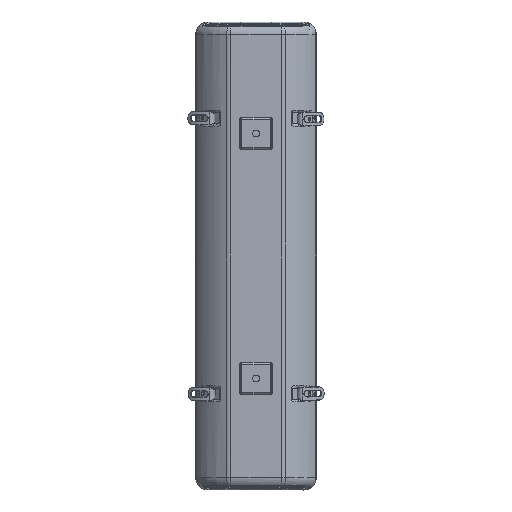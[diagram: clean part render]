
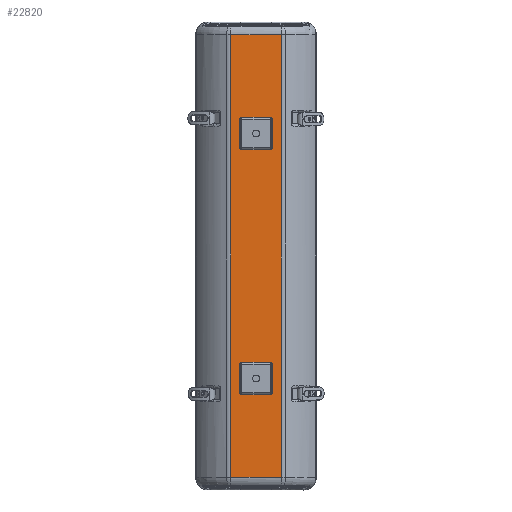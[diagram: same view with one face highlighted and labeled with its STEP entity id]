
A CAD part, front view. The second image highlights one B-rep face of the part: STEP entity #22820.
In plain terms, the highlighted face is planar.
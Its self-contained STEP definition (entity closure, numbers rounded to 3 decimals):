
#1088=DIRECTION('',(0.,0.,1.));
#1089=VECTOR('',#1088,28.43);
#1090=CARTESIAN_POINT('',(1.625,2.187,-23.659));
#1091=LINE('',#1090,#1089);
#1098=CARTESIAN_POINT('',(0.925,2.188,-0.644));
#1099=DIRECTION('',(0.,-1.,0.));
#1100=DIRECTION('',(1.,0.,0.));
#1101=AXIS2_PLACEMENT_3D('',#1098,#1099,#1100);
#1103=CARTESIAN_POINT('',(0.925,2.188,-2.495));
#1104=DIRECTION('',(0.,-1.,0.));
#1105=DIRECTION('',(0.,0.,-1.));
#1106=AXIS2_PLACEMENT_3D('',#1103,#1104,#1105);
#1108=CARTESIAN_POINT('',(-0.925,2.188,-2.495));
#1109=DIRECTION('',(0.,-1.,0.));
#1110=DIRECTION('',(-1.,0.,0.));
#1111=AXIS2_PLACEMENT_3D('',#1108,#1109,#1110);
#1113=CARTESIAN_POINT('',(-0.925,2.188,-0.644));
#1114=DIRECTION('',(0.,-1.,0.));
#1115=DIRECTION('',(0.,0.,1.));
#1116=AXIS2_PLACEMENT_3D('',#1113,#1114,#1115);
#1118=CARTESIAN_POINT('',(0.925,2.188,-16.392));
#1119=DIRECTION('',(0.,-1.,0.));
#1120=DIRECTION('',(1.,0.,0.));
#1121=AXIS2_PLACEMENT_3D('',#1118,#1119,#1120);
#1123=CARTESIAN_POINT('',(0.925,2.188,-18.243));
#1124=DIRECTION('',(0.,-1.,0.));
#1125=DIRECTION('',(0.,0.,-1.));
#1126=AXIS2_PLACEMENT_3D('',#1123,#1124,#1125);
#1128=CARTESIAN_POINT('',(-0.925,2.188,-18.243));
#1129=DIRECTION('',(0.,-1.,0.));
#1130=DIRECTION('',(-1.,0.,0.));
#1131=AXIS2_PLACEMENT_3D('',#1128,#1129,#1130);
#1133=CARTESIAN_POINT('',(-0.925,2.188,-16.392));
#1134=DIRECTION('',(0.,-1.,0.));
#1135=DIRECTION('',(0.,0.,1.));
#1136=AXIS2_PLACEMENT_3D('',#1133,#1134,#1135);
#1138=DIRECTION('',(0.,0.,-1.));
#1139=VECTOR('',#1138,28.43);
#1140=CARTESIAN_POINT('',(-1.625,2.187,4.771));
#1141=LINE('',#1140,#1139);
#2017=DIRECTION('',(-1.,0.,0.));
#2018=VECTOR('',#2017,3.25);
#2019=CARTESIAN_POINT('',(1.625,2.187,4.771));
#2020=LINE('',#2019,#2018);
#2027=CARTESIAN_POINT('',(1.625,2.187,4.771));
#2029=CARTESIAN_POINT('',(-1.625,2.187,4.771));
#2396=DIRECTION('',(1.,0.,0.));
#2397=VECTOR('',#2396,3.25);
#2398=CARTESIAN_POINT('',(-1.625,2.187,
-23.658));
#2399=LINE('',#2398,#2397);
#17522=DIRECTION('',(1.,0.,0.));
#17523=VECTOR('',#17522,1.85);
#17524=CARTESIAN_POINT('',(-0.925,2.188,-0.526));
#17525=LINE('',#17524,#17523);
#17556=DIRECTION('',(0.,0.,1.));
#17557=VECTOR('',#17556,1.85);
#17558=CARTESIAN_POINT('',(-1.043,2.188,-2.495));
#17559=LINE('',#17558,#17557);
#17590=DIRECTION('',(-1.,0.,0.));
#17591=VECTOR('',#17590,1.85);
#17592=CARTESIAN_POINT('',(0.925,2.188,-2.613));
#17593=LINE('',#17592,#17591);
#17624=DIRECTION('',(0.,0.,-1.));
#17625=VECTOR('',#17624,1.85);
#17626=CARTESIAN_POINT('',(1.043,2.188,-0.644));
#17627=LINE('',#17626,#17625);
#17742=DIRECTION('',(1.,0.,0.));
#17743=VECTOR('',#17742,1.85);
#17744=CARTESIAN_POINT('',(-0.925,2.188,-16.274));
#17745=LINE('',#17744,#17743);
#17776=DIRECTION('',(0.,0.,1.));
#17777=VECTOR('',#17776,1.85);
#17778=CARTESIAN_POINT('',(-1.043,2.188,-18.243));
#17779=LINE('',#17778,#17777);
#17810=DIRECTION('',(-1.,0.,0.));
#17811=VECTOR('',#17810,1.85);
#17812=CARTESIAN_POINT('',(0.925,2.188,-18.361));
#17813=LINE('',#17812,#17811);
#17844=DIRECTION('',(0.,0.,-1.));
#17845=VECTOR('',#17844,1.85);
#17846=CARTESIAN_POINT('',(1.043,2.188,-16.392));
#17847=LINE('',#17846,#17845);
#20724=CARTESIAN_POINT('',(1.043,2.188,-2.495));
#20726=VERTEX_POINT('',#20724);
#20867=CARTESIAN_POINT('',(-1.625,2.187,
-23.658));
#20868=CARTESIAN_POINT('',(1.625,2.187,
-23.659));
#20869=VERTEX_POINT('',#20867);
#20870=VERTEX_POINT('',#20868);
#20912=CARTESIAN_POINT('',(1.043,2.188,-0.644));
#20913=CARTESIAN_POINT('',(0.925,2.188,-0.526));
#20914=VERTEX_POINT('',#20912);
#20915=VERTEX_POINT('',#20913);
#20938=CARTESIAN_POINT('',(1.043,2.188,-16.392));
#20939=CARTESIAN_POINT('',(1.043,2.188,-18.243));
#20940=VERTEX_POINT('',#20938);
#20941=VERTEX_POINT('',#20939);
#20983=CARTESIAN_POINT('',(-1.043,2.188,-0.644));
#20985=VERTEX_POINT('',#20983);
#20997=CARTESIAN_POINT('',(-1.043,2.188,-18.243));
#20998=CARTESIAN_POINT('',(-1.043,2.188,-16.392));
#20999=VERTEX_POINT('',#20997);
#21000=VERTEX_POINT('',#20998);
#21226=CARTESIAN_POINT('',(-0.925,2.188,-18.361));
#21227=VERTEX_POINT('',#21226);
#21268=CARTESIAN_POINT('',(0.925,2.188,-16.274));
#21269=VERTEX_POINT('',#21268);
#21482=CARTESIAN_POINT('',(0.925,2.188,-18.361));
#21483=VERTEX_POINT('',#21482);
#21489=VERTEX_POINT('',#2029);
#21540=CARTESIAN_POINT('',(-1.043,2.188,-2.495));
#21541=VERTEX_POINT('',#21540);
#21560=CARTESIAN_POINT('',(0.925,2.188,-2.613));
#21561=VERTEX_POINT('',#21560);
#21566=CARTESIAN_POINT('',(-0.925,2.188,-16.274));
#21567=VERTEX_POINT('',#21566);
#21686=CARTESIAN_POINT('',(-0.925,2.188,-0.526));
#21687=VERTEX_POINT('',#21686);
#21721=VERTEX_POINT('',#2027);
#21856=CARTESIAN_POINT('',(-0.925,2.188,-2.613));
#21857=VERTEX_POINT('',#21856);
#22770=CARTESIAN_POINT('',(1.625,2.188,-24.483));
#22771=DIRECTION('',(0.,1.,0.));
#22772=DIRECTION('',(0.,0.,1.));
#22773=AXIS2_PLACEMENT_3D('',#22770,#22771,#22772);
#22774=PLANE('',#22773);
#22776=ORIENTED_EDGE('',*,*,#22775,.T.);
#22778=ORIENTED_EDGE('',*,*,#22777,.T.);
#22779=ORIENTED_EDGE('',*,*,#22758,.T.);
#22781=ORIENTED_EDGE('',*,*,#22780,.T.);
#22782=EDGE_LOOP('',(#22776,#22778,#22779,#22781));
#22783=FACE_OUTER_BOUND('',#22782,.F.);
#22785=ORIENTED_EDGE('',*,*,#22784,.F.);
#22787=ORIENTED_EDGE('',*,*,#22786,.T.);
#22789=ORIENTED_EDGE('',*,*,#22788,.F.);
#22791=ORIENTED_EDGE('',*,*,#22790,.T.);
#22793=ORIENTED_EDGE('',*,*,#22792,.F.);
#22795=ORIENTED_EDGE('',*,*,#22794,.T.);
#22797=ORIENTED_EDGE('',*,*,#22796,.F.);
#22799=ORIENTED_EDGE('',*,*,#22798,.T.);
#22800=EDGE_LOOP('',(#22785,#22787,#22789,#22791,#22793,#22795,#22797,#22799));
#22801=FACE_BOUND('',#22800,.F.);
#22803=ORIENTED_EDGE('',*,*,#22802,.F.);
#22805=ORIENTED_EDGE('',*,*,#22804,.T.);
#22807=ORIENTED_EDGE('',*,*,#22806,.F.);
#22809=ORIENTED_EDGE('',*,*,#22808,.T.);
#22811=ORIENTED_EDGE('',*,*,#22810,.F.);
#22813=ORIENTED_EDGE('',*,*,#22812,.T.);
#22815=ORIENTED_EDGE('',*,*,#22814,.F.);
#22817=ORIENTED_EDGE('',*,*,#22816,.T.);
#22818=EDGE_LOOP('',(#22803,#22805,#22807,#22809,#22811,#22813,#22815,#22817));
#22819=FACE_BOUND('',#22818,.F.);
#22820=ADVANCED_FACE('',(#22783,#22801,#22819),#22774,.T.);
#1102=CIRCLE('',#1101,0.118);
#1107=CIRCLE('',#1106,0.118);
#1112=CIRCLE('',#1111,0.118);
#1117=CIRCLE('',#1116,0.118);
#1122=CIRCLE('',#1121,0.118);
#1127=CIRCLE('',#1126,0.118);
#1132=CIRCLE('',#1131,0.118);
#1137=CIRCLE('',#1136,0.118);
#22758=EDGE_CURVE('',#20870,#21721,#1091,.T.);
#22775=EDGE_CURVE('',#21489,#20869,#1141,.T.);
#22777=EDGE_CURVE('',#20869,#20870,#2399,.T.);
#22780=EDGE_CURVE('',#21721,#21489,#2020,.T.);
#22784=EDGE_CURVE('',#20914,#20915,#1102,.T.);
#22786=EDGE_CURVE('',#20914,#20726,#17627,.T.);
#22788=EDGE_CURVE('',#21561,#20726,#1107,.T.);
#22790=EDGE_CURVE('',#21561,#21857,#17593,.T.);
#22792=EDGE_CURVE('',#21541,#21857,#1112,.T.);
#22794=EDGE_CURVE('',#21541,#20985,#17559,.T.);
#22796=EDGE_CURVE('',#21687,#20985,#1117,.T.);
#22798=EDGE_CURVE('',#21687,#20915,#17525,.T.);
#22802=EDGE_CURVE('',#20940,#21269,#1122,.T.);
#22804=EDGE_CURVE('',#20940,#20941,#17847,.T.);
#22806=EDGE_CURVE('',#21483,#20941,#1127,.T.);
#22808=EDGE_CURVE('',#21483,#21227,#17813,.T.);
#22810=EDGE_CURVE('',#20999,#21227,#1132,.T.);
#22812=EDGE_CURVE('',#20999,#21000,#17779,.T.);
#22814=EDGE_CURVE('',#21567,#21000,#1137,.T.);
#22816=EDGE_CURVE('',#21567,#21269,#17745,.T.);
